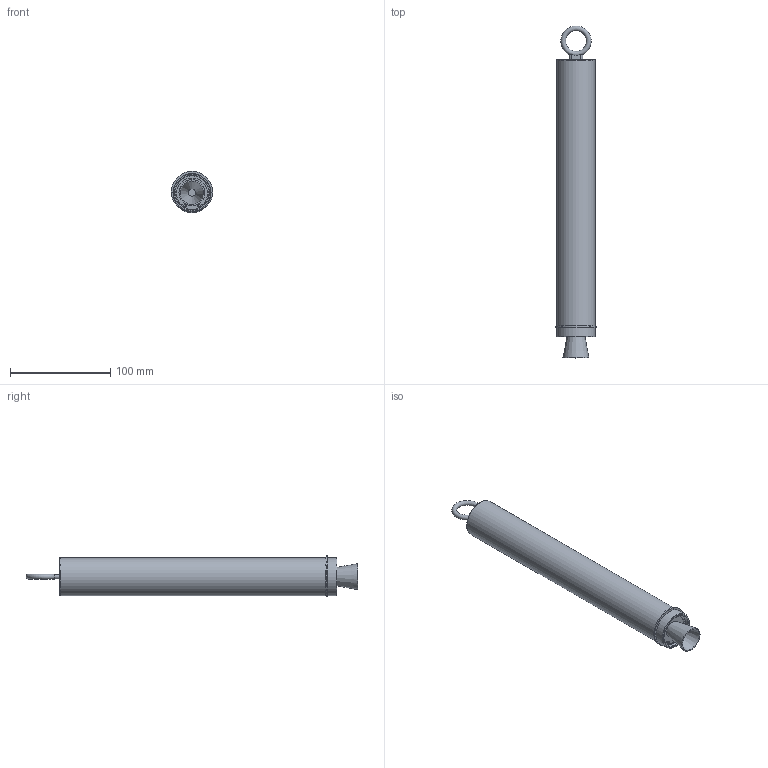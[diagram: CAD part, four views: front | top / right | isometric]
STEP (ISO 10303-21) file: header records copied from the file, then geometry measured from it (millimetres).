
FILE_DESCRIPTION(/* description */ (''),/* implementation_level */ '2;1');
FILE_NAME(/* name */ 'Motor (Assembled)_.step',/* time_stamp */ '2025-11-14T17:51:15-08:00',/* author */ (''),/* organization */ (''),/* preprocessor_version */ 'ST-DEVELOPER v20.1',/* originating_system */ 'Autodesk Translation Framework v14.17.0.0',/* authorisation */ '');
FILE_SCHEMA (('AUTOMOTIVE_DESIGN { 1 0 10303 214 3 1 1 }'));
Length unit declared in the file: millimetre
Products named in the file (10): Motor (Assembled); Tube; Nozzle; Forward Closure; O-Ring (9452K35); Retaining Ring (98409A232); Spiral Retaining Ring (91650A510); Eyebolt (3014T45); 38mm Tube Liner; Propellant With Case (2.25 H/0.5 ID/1.212 OD)
Assembly tree (14 placements, depth 2):
  Motor (Assembled)
    Tube
    Nozzle
    Forward Closure
    O-Ring (9452K35)  x2
    Retaining Ring (98409A232)  x2
    Spiral Retaining Ring (91650A510)
    Eyebolt (3014T45)
    38mm Tube Liner
    Propellant With Case (2.25 H/0.5 ID/1.212 OD)  x4
Bounding box: 41.3 x 331.73 x 41.3 mm (x, y, z)
Volume: 258548.4 mm3; surface area: 210529.7 mm2
Topology: 18 solids, 18 shells, 145 faces, 287 edges, 189 vertices
Faces by surface type: cylinder 74, plane 59, torus 7, cone 3, bspline 2
Full cylindrical faces by diameter (mm): 1.981 x4, 4.744 x2, 5.035 x1, 5.884 x4, 7.62 x1, 12.7 x4, 14 x1, 27.737 x2, 29.21 x8, 30.785 x4, 31.801 x1, 32.233 x2, 33.528 x4, 33.604 x1, 33.884 x3, 35.306 x1, 35.916 x2, 36.322 x1, 38.1 x2, 41.3 x1
Entity records: 4613 total; most frequent: CARTESIAN_POINT 1965, DIRECTION 515, ORIENTED_EDGE 432, AXIS2_PLACEMENT_3D 220, EDGE_CURVE 216, VERTEX_POINT 142, EDGE_LOOP 140, FACE_OUTER_BOUND 107
